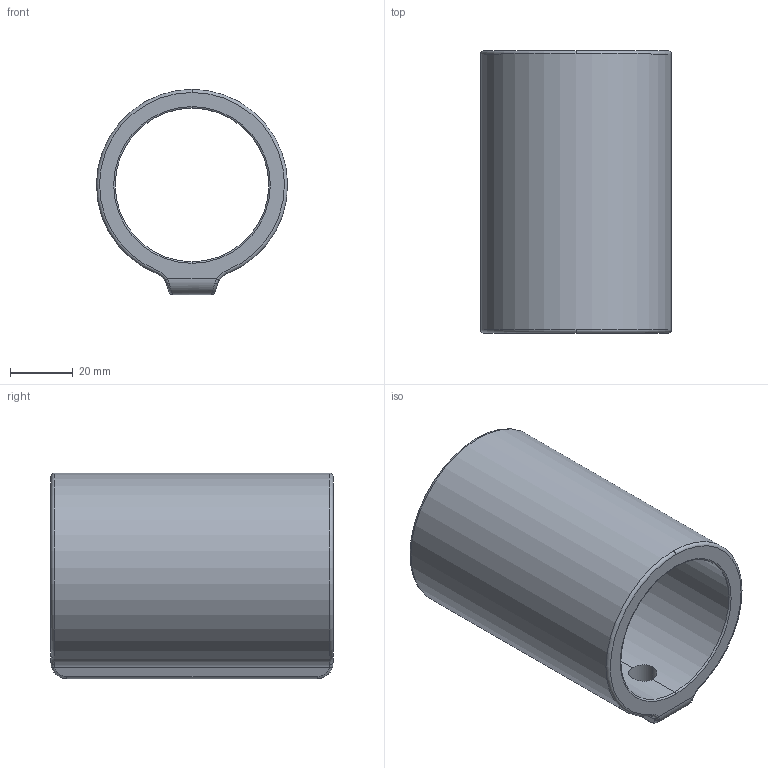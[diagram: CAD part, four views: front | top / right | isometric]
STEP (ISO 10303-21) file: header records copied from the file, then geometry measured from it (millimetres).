
FILE_DESCRIPTION (( 'STEP AP203' ), '1' );
FILE_NAME ('T194070.STEP', '2018-07-13T13:21:30', ( '' ), ( '' ), 'SwSTEP 2.0', 'SolidWorks 2016', '' );
FILE_SCHEMA (( 'CONFIG_CONTROL_DESIGN' ));
Length unit declared in the file: millimetre
Products named in the file (1): T194070
Bounding box: 60.99 x 90 x 65.5 mm (x, y, z)
Volume: 98794.1 mm3; surface area: 34017.2 mm2
Topology: 1 solids, 1 shells, 38 faces, 94 edges, 56 vertices
Faces by surface type: cylinder 13, torus 12, bspline 8, plane 5
Entity records: 1473 total; most frequent: CARTESIAN_POINT 533, ORIENTED_EDGE 188, DIRECTION 182, EDGE_CURVE 94, AXIS2_PLACEMENT_3D 81, VERTEX_POINT 56, CIRCLE 50, EDGE_LOOP 42
